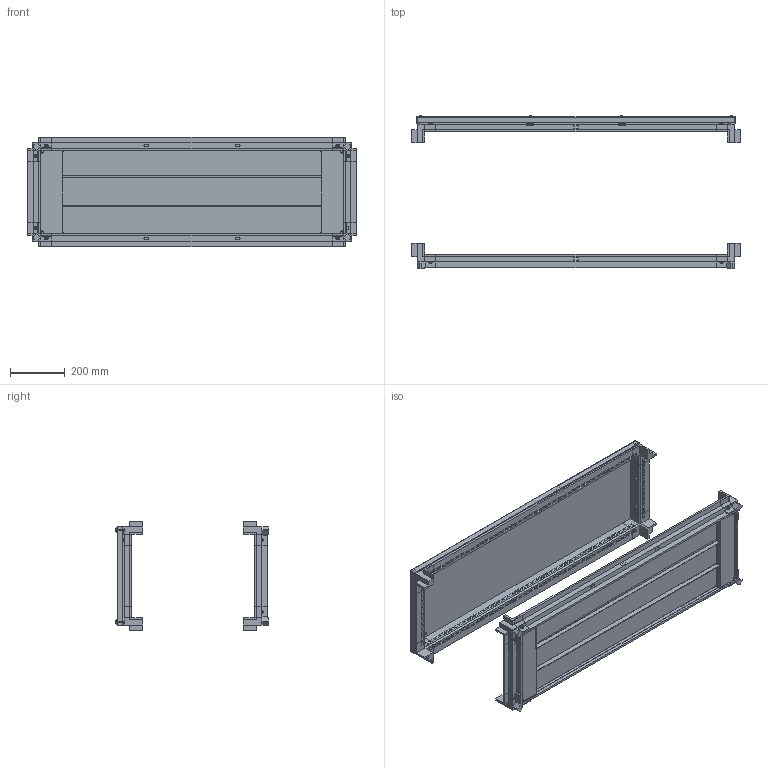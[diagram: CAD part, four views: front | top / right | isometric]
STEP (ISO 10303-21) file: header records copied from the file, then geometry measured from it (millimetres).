
FILE_DESCRIPTION (( 'STEP AP214' ), '1' );
FILE_NAME ('OKKTB1240.STEP', '2021-06-29T16:29:29', ( '' ), ( '' ), 'SwSTEP 2.0', 'SolidWorks 2021', '' );
FILE_SCHEMA (( 'AUTOMOTIVE_DESIGN' ));
Length unit declared in the file: inch
Products named in the file (1): OKKTB1240
Bounding box: 1200 x 559.11 x 400 mm (x, y, z)
Volume: 8875427.2 mm3; surface area: 3377573.5 mm2
Topology: 75 solids, 81 shells, 5539 faces, 12792 edges, 8417 vertices
Faces by surface type: plane 4234, cylinder 1086, cone 125, bspline 80, torus 14
Full cylindrical faces by diameter (mm): 0.25 x24, 3.9 x14, 4.25 x460, 4.917 x4, 4.92 x6, 5 x6, 6 x11, 7 x1, 7.5 x8, 8 x20, 8.2 x6, 9 x26, 10 x12, 12 x4, 13.5 x4, 14 x24, 20 x4
Entity records: 231549 total; most frequent: CARTESIAN_POINT 34226, DIRECTION 24858, ORIENTED_EDGE 23998, EDGE_CURVE 11999, VECTOR 9272, LINE 9272, VERTEX_POINT 8357, AXIS2_PLACEMENT_3D 7793
